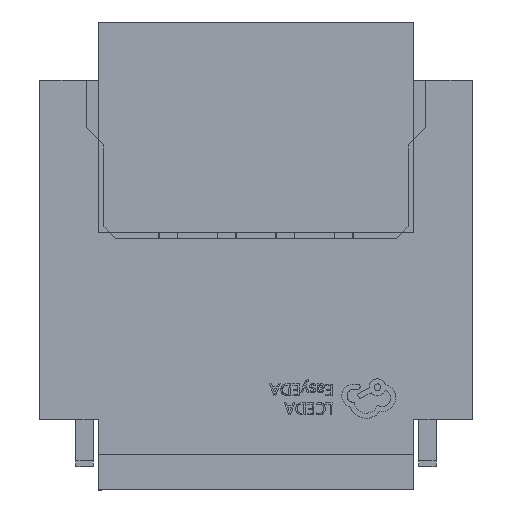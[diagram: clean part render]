
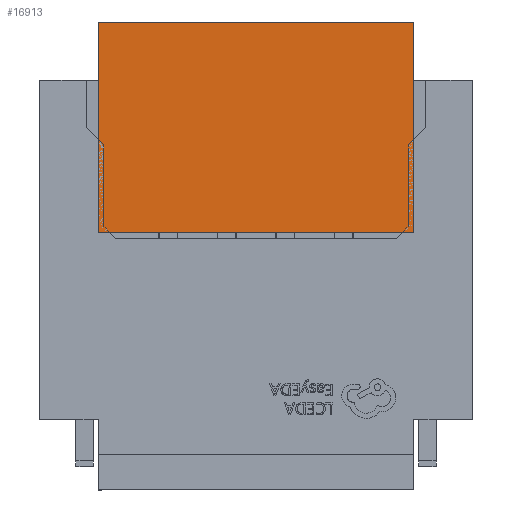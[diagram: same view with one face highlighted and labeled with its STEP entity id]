
A CAD part, top view. The second image highlights one B-rep face of the part: STEP entity #16913.
In plain terms, the highlighted planar face has unit normal (0, 0, 1).
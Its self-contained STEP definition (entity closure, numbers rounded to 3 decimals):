
#17 = VECTOR ( 'NONE', #20083, 1000. ) ;
#589 = EDGE_LOOP ( 'NONE', ( #21986, #6104, #3003, #4902 ) ) ;
#616 = VERTEX_POINT ( 'NONE', #3918 ) ;
#1124 = AXIS2_PLACEMENT_3D ( 'NONE', #23568, #21916, #16325 ) ;
#2235 = LINE ( 'NONE', #9630, #22277 ) ;
#2396 = CARTESIAN_POINT ( 'NONE',  ( -1.35, 0.199, 1. ) ) ;
#2750 = EDGE_CURVE ( 'NONE', #21197, #19027, #22285, .T. ) ;
#3003 = ORIENTED_EDGE ( 'NONE', *, *, #24535, .F. ) ;
#3918 = CARTESIAN_POINT ( 'NONE',  ( -1.35, 0.199, 1. ) ) ;
#4902 = ORIENTED_EDGE ( 'NONE', *, *, #12732, .T. ) ;
#5804 = VECTOR ( 'NONE', #12274, 1000. ) ;
#6104 = ORIENTED_EDGE ( 'NONE', *, *, #2750, .F. ) ;
#8020 = VECTOR ( 'NONE', #24484, 1000. ) ;
#8436 = CARTESIAN_POINT ( 'NONE',  ( 1.35, 0.199, 1. ) ) ;
#9630 = CARTESIAN_POINT ( 'NONE',  ( -1.35, 0.199, 1. ) ) ;
#11180 = CARTESIAN_POINT ( 'NONE',  ( -1.35, 2., 1. ) ) ;
#12274 = DIRECTION ( 'NONE',  ( 0., -1., 0. ) ) ;
#12365 = CARTESIAN_POINT ( 'NONE',  ( 1.35, 0.199, 1. ) ) ;
#12414 = LINE ( 'NONE', #18401, #8020 ) ;
#12732 = EDGE_CURVE ( 'NONE', #25122, #616, #2235, .T. ) ;
#15945 = FACE_OUTER_BOUND ( 'NONE', #589, .T. ) ;
#16325 = DIRECTION ( 'NONE',  ( -1., 0., 0. ) ) ;
#16913 = ADVANCED_FACE ( 'NONE', ( #15945 ), #23810, .T. ) ;
#18401 = CARTESIAN_POINT ( 'NONE',  ( -1.35, 2., 1. ) ) ;
#19027 = VERTEX_POINT ( 'NONE', #12365 ) ;
#19808 = CARTESIAN_POINT ( 'NONE',  ( 1.35, 2., 1. ) ) ;
#20083 = DIRECTION ( 'NONE',  ( 1., 0., 0. ) ) ;
#20218 = EDGE_CURVE ( 'NONE', #616, #19027, #23858, .T. ) ;
#21190 = DIRECTION ( 'NONE',  ( 0., -1., 0. ) ) ;
#21197 = VERTEX_POINT ( 'NONE', #19808 ) ;
#21916 = DIRECTION ( 'NONE',  ( 0., 0., 1. ) ) ;
#21986 = ORIENTED_EDGE ( 'NONE', *, *, #20218, .T. ) ;
#22277 = VECTOR ( 'NONE', #21190, 1000. ) ;
#22285 = LINE ( 'NONE', #8436, #5804 ) ;
#23568 = CARTESIAN_POINT ( 'NONE',  ( -1.35, 0.199, 1. ) ) ;
#23810 = PLANE ( 'NONE',  #1124 ) ;
#23858 = LINE ( 'NONE', #2396, #17 ) ;
#24484 = DIRECTION ( 'NONE',  ( 1., 0., 0. ) ) ;
#24535 = EDGE_CURVE ( 'NONE', #25122, #21197, #12414, .T. ) ;
#25122 = VERTEX_POINT ( 'NONE', #11180 ) ;
